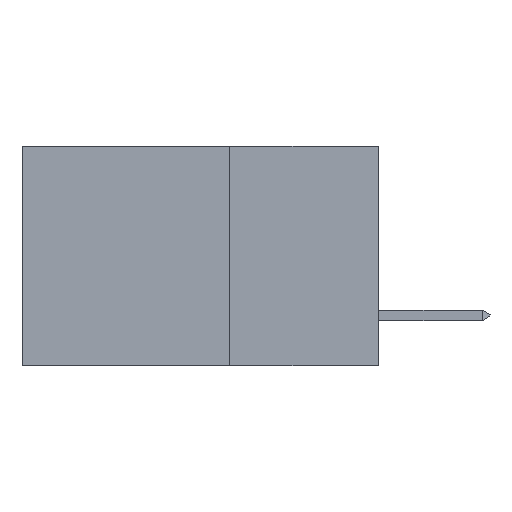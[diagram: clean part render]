
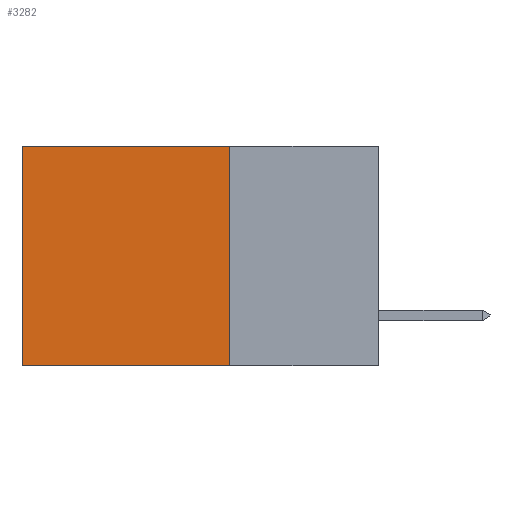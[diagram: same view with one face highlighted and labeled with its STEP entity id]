
A CAD part, left-side view. The second image highlights one B-rep face of the part: STEP entity #3282.
In plain terms, the highlighted planar face has unit normal (-1, 0, 0).
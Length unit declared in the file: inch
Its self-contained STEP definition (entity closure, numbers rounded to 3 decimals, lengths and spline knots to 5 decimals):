
#75 = EDGE_CURVE ( 'NONE', #8417, #2851, #2002, .T. ) ;
#102 = VECTOR ( 'NONE', #7058, 39.37008 ) ;
#597 = DIRECTION ( 'NONE',  ( 0., 1., 0. ) ) ;
#938 = CARTESIAN_POINT ( 'NONE',  ( 0.298, 0.25, 0. ) ) ;
#983 = CARTESIAN_POINT ( 'NONE',  ( 0.298, 0.25, 0. ) ) ;
#1076 = VERTEX_POINT ( 'NONE', #5083 ) ;
#1414 = DIRECTION ( 'NONE',  ( 0., 0., -1. ) ) ;
#1589 = DIRECTION ( 'NONE',  ( 0., 0., -1. ) ) ;
#1711 = VECTOR ( 'NONE', #1414, 39.37008 ) ;
#1840 = VECTOR ( 'NONE', #9240, 39.37008 ) ;
#2002 = LINE ( 'NONE', #5694, #102 ) ;
#2155 = CARTESIAN_POINT ( 'NONE',  ( 0.298, 0.6, 0. ) ) ;
#2697 = EDGE_LOOP ( 'NONE', ( #4805, #3609, #6904, #7825 ) ) ;
#2851 = VERTEX_POINT ( 'NONE', #2155 ) ;
#2858 = LINE ( 'NONE', #4276, #1840 ) ;
#3215 = CARTESIAN_POINT ( 'NONE',  ( 0.298, 0.6, -0.37 ) ) ;
#3282 = ADVANCED_FACE ( 'NONE', ( #8772 ), #8024, .F. ) ;
#3609 = ORIENTED_EDGE ( 'NONE', *, *, #4112, .F. ) ;
#3636 = VECTOR ( 'NONE', #597, 39.37008 ) ;
#3914 = VERTEX_POINT ( 'NONE', #3215 ) ;
#4112 = EDGE_CURVE ( 'NONE', #1076, #3914, #5553, .T. ) ;
#4276 = CARTESIAN_POINT ( 'NONE',  ( 0.298, 0.25, 0. ) ) ;
#4473 = DIRECTION ( 'NONE',  ( 1., 0., 0. ) ) ;
#4805 = ORIENTED_EDGE ( 'NONE', *, *, #8821, .T. ) ;
#5003 = CARTESIAN_POINT ( 'NONE',  ( 0.298, 0.6, 0. ) ) ;
#5019 = CARTESIAN_POINT ( 'NONE',  ( 0.298, 0.25, -0.37 ) ) ;
#5083 = CARTESIAN_POINT ( 'NONE',  ( 0.298, 0.25, -0.37 ) ) ;
#5553 = LINE ( 'NONE', #5019, #3636 ) ;
#5694 = CARTESIAN_POINT ( 'NONE',  ( 0.298, 0.25, 0. ) ) ;
#6571 = AXIS2_PLACEMENT_3D ( 'NONE', #938, #4473, #1589 ) ;
#6904 = ORIENTED_EDGE ( 'NONE', *, *, #8185, .F. ) ;
#7058 = DIRECTION ( 'NONE',  ( 0., 1., 0. ) ) ;
#7434 = LINE ( 'NONE', #5003, #1711 ) ;
#7825 = ORIENTED_EDGE ( 'NONE', *, *, #75, .T. ) ;
#8024 = PLANE ( 'NONE',  #6571 ) ;
#8185 = EDGE_CURVE ( 'NONE', #8417, #1076, #2858, .T. ) ;
#8417 = VERTEX_POINT ( 'NONE', #983 ) ;
#8772 = FACE_OUTER_BOUND ( 'NONE', #2697, .T. ) ;
#8821 = EDGE_CURVE ( 'NONE', #2851, #3914, #7434, .T. ) ;
#9240 = DIRECTION ( 'NONE',  ( 0., 0., -1. ) ) ;
